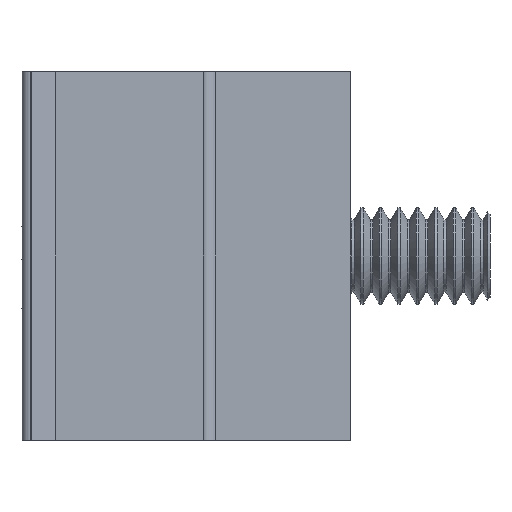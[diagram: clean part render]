
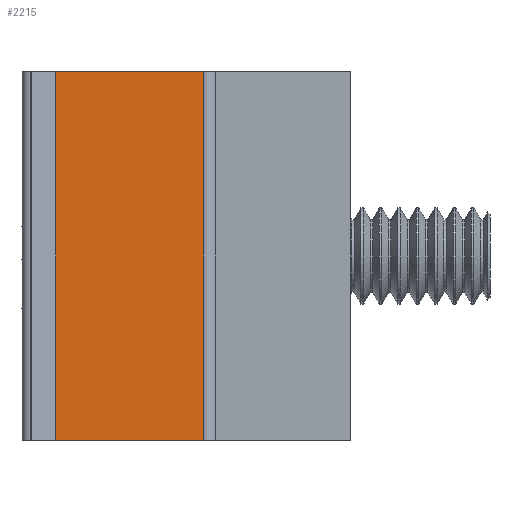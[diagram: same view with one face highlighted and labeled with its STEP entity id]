
A CAD part, left-side view. The second image highlights one B-rep face of the part: STEP entity #2215.
In plain terms, the highlighted planar face has unit normal (-1, 0, 0).
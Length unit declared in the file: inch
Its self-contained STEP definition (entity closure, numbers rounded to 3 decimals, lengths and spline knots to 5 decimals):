
#1471 = CARTESIAN_POINT ( 'NONE',  ( -0.5625, -0.25, 0.3125 ) ) ;
#1506 = PLANE ( 'NONE',  #1649 ) ;
#1512 = CARTESIAN_POINT ( 'NONE',  ( -0.5625, -0.25, -0.3125 ) ) ;
#1517 = CARTESIAN_POINT ( 'NONE',  ( -0.5625, 0., 0.3125 ) ) ;
#1600 = DIRECTION ( 'NONE',  ( 0., 0., -1. ) ) ;
#1601 = DIRECTION ( 'NONE',  ( 1., 0., 0. ) ) ;
#1615 = DIRECTION ( 'NONE',  ( 0., -1., 0. ) ) ;
#1616 = VECTOR ( 'NONE', #1615, 39.37008 ) ;
#1617 = CARTESIAN_POINT ( 'NONE',  ( -0.5625, -0.25, -0.3125 ) ) ;
#1618 = LINE ( 'NONE', #1617, #1616 ) ;
#1620 = VECTOR ( 'NONE', #1621, 39.37008 ) ;
#1621 = DIRECTION ( 'NONE',  ( 0., 0., -1. ) ) ;
#1622 = CARTESIAN_POINT ( 'NONE',  ( -0.5625, 0., 0.3125 ) ) ;
#1623 = DIRECTION ( 'NONE',  ( 0., 0., -1. ) ) ;
#1624 = LINE ( 'NONE', #1622, #1620 ) ;
#1625 = CARTESIAN_POINT ( 'NONE',  ( -0.5625, -0.25, 0.3125 ) ) ;
#1627 = VECTOR ( 'NONE', #1623, 39.37008 ) ;
#1628 = CARTESIAN_POINT ( 'NONE',  ( -0.5625, -0.25, 0.3125 ) ) ;
#1629 = LINE ( 'NONE', #1628, #1627 ) ;
#1634 = DIRECTION ( 'NONE',  ( 0., -1., 0. ) ) ;
#1635 = VECTOR ( 'NONE', #1634, 39.37008 ) ;
#1637 = CARTESIAN_POINT ( 'NONE',  ( -0.5625, -0.25, 0.3125 ) ) ;
#1638 = LINE ( 'NONE', #1637, #1635 ) ;
#1639 = CARTESIAN_POINT ( 'NONE',  ( -0.5625, 0., -0.3125 ) ) ;
#1649 = AXIS2_PLACEMENT_3D ( 'NONE', #1471, #1601, #1600 ) ;
#1656 = FACE_OUTER_BOUND ( 'NONE', #2262, .T. ) ;
#2215 = ADVANCED_FACE ( 'NONE', ( #1656 ), #1506, .F. ) ;
#2216 = ORIENTED_EDGE ( 'NONE', *, *, #2263, .F. ) ;
#2217 = ORIENTED_EDGE ( 'NONE', *, *, #2272, .F. ) ;
#2218 = ORIENTED_EDGE ( 'NONE', *, *, #2275, .T. ) ;
#2219 = ORIENTED_EDGE ( 'NONE', *, *, #2274, .T. ) ;
#2257 = VERTEX_POINT ( 'NONE', #1517 ) ;
#2259 = VERTEX_POINT ( 'NONE', #1512 ) ;
#2262 = EDGE_LOOP ( 'NONE', ( #2218, #2217, #2216, #2219 ) ) ;
#2263 = EDGE_CURVE ( 'NONE', #2257, #2273, #1638, .T. ) ;
#2268 = VERTEX_POINT ( 'NONE', #1639 ) ;
#2272 = EDGE_CURVE ( 'NONE', #2273, #2259, #1629, .T. ) ;
#2273 = VERTEX_POINT ( 'NONE', #1625 ) ;
#2274 = EDGE_CURVE ( 'NONE', #2257, #2268, #1624, .T. ) ;
#2275 = EDGE_CURVE ( 'NONE', #2268, #2259, #1618, .T. ) ;
